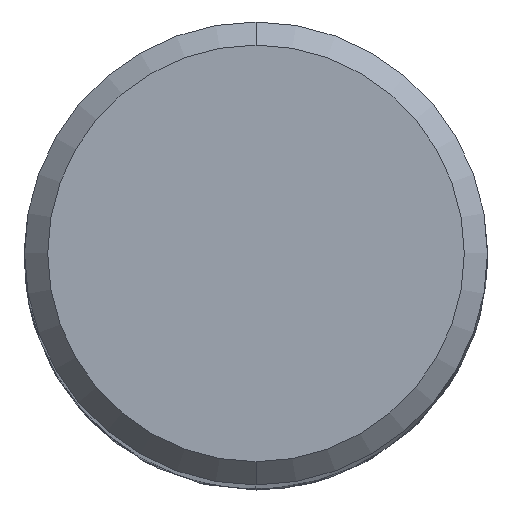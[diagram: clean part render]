
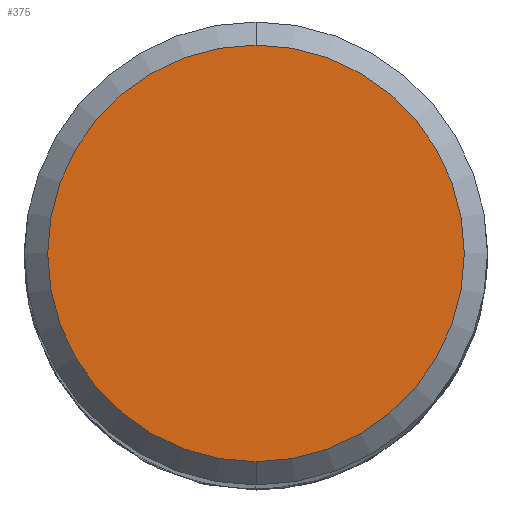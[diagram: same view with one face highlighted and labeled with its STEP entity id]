
A CAD part, top view. The second image highlights one B-rep face of the part: STEP entity #375.
In plain terms, the highlighted planar face has unit normal (0, 0, 1).
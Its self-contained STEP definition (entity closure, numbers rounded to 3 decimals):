
#375=ADVANCED_FACE('',(#1070),#1071,.T.);
#449=EDGE_CURVE('',#1029,#869,#1155,.T.);
#825=EDGE_CURVE('',#869,#1029,#1564,.T.);
#869=VERTEX_POINT('',#1609);
#1029=VERTEX_POINT('',#1783);
#1070=FACE_OUTER_BOUND('',#1821,.T.);
#1071=PLANE('',#1822);
#1155=CIRCLE('',#2737,4.5);
#1564=CIRCLE('',#6599,4.5);
#1609=CARTESIAN_POINT('',(0.0,4.5,0.0));
#1783=CARTESIAN_POINT('',(0.,-4.5,0.0));
#1821=EDGE_LOOP('',(#9648,#9649));
#1822=AXIS2_PLACEMENT_3D('',#9650,#9651,#9652);
#2737=AXIS2_PLACEMENT_3D('',#9791,#9792,#9793);
#6599=AXIS2_PLACEMENT_3D('',#10183,#10184,#10185);
#9648=ORIENTED_EDGE('',*,*,#825,.F.);
#9649=ORIENTED_EDGE('',*,*,#449,.F.);
#9650=CARTESIAN_POINT('',(0.0,2.25,0.0));
#9651=DIRECTION('',(-0.0,0.0,1.0));
#9652=DIRECTION('',(0.0,-1.0,0.0));
#9791=CARTESIAN_POINT('',(0.0,0.0,0.0));
#9792=DIRECTION('',(0.0,0.0,-1.0));
#9793=DIRECTION('',(0.0,1.0,0.0));
#10183=CARTESIAN_POINT('',(0.0,0.0,0.0));
#10184=DIRECTION('',(0.0,0.0,-1.0));
#10185=DIRECTION('',(0.0,1.0,0.0));
